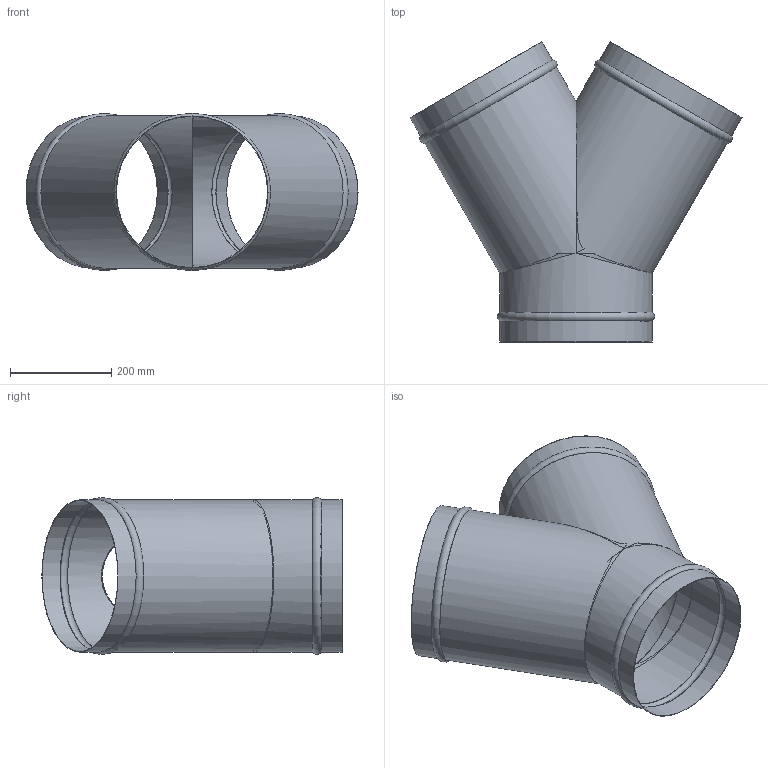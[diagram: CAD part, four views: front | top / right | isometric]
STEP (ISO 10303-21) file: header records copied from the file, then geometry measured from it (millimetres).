
FILE_DESCRIPTION(/* description */ (''),/* implementation_level */ '2;1');
FILE_NAME(/* name */ '4009008015665-Gabelstück d300-60°.stp',/* time_stamp */ '2015-05-29T07:12:28+02:00',/* author */ ('dpurucker'),/* organization */ (''),/* preprocessor_version */ 'ST-DEVELOPER v15.6',/* originating_system */ 'Autodesk Inventor 2015',/* authorisation */ '');
FILE_SCHEMA (('AUTOMOTIVE_DESIGN { 1 0 10303 214 3 1 1 }'));
Length unit declared in the file: millimetre
Products named in the file (1): 4009008015665-Gabelstück d300-60°
Bounding box: 654.81 x 592.08 x 310 mm (x, y, z)
Volume: 647662.3 mm3; surface area: 1477540.1 mm2
Topology: 1 solids, 1 shells, 29 faces, 68 edges, 39 vertices
Faces by surface type: cylinder 15, plane 8, torus 6
Full cylindrical faces by diameter (mm): 298.24 x6, 300 x6
Entity records: 813 total; most frequent: CARTESIAN_POINT 245, DIRECTION 130, ORIENTED_EDGE 80, AXIS2_PLACEMENT_3D 64, EDGE_LOOP 50, EDGE_CURVE 39, FACE_OUTER_BOUND 29, ADVANCED_FACE 29
